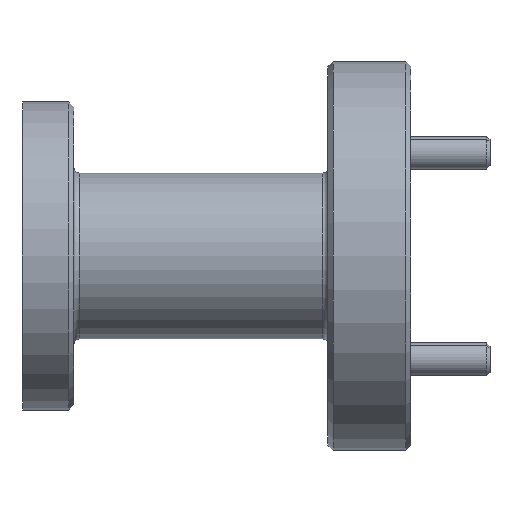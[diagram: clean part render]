
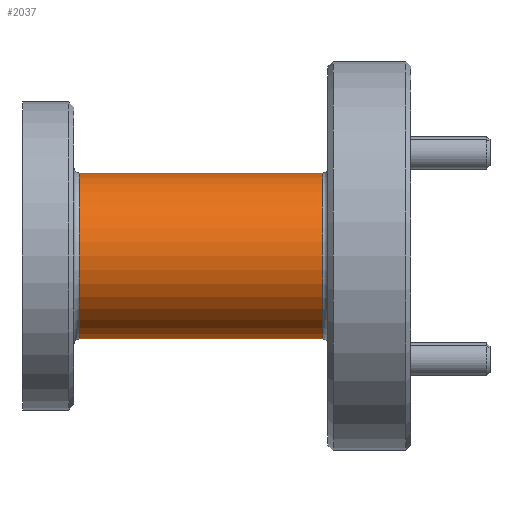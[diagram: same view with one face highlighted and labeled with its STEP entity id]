
A CAD part, left-side view. The second image highlights one B-rep face of the part: STEP entity #2037.
In plain terms, the highlighted cylindrical face has radius 4.064 mm (diameter 8.128 mm), a partial arc.
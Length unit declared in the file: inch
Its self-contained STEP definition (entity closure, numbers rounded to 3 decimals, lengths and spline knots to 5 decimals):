
#5 = ORIENTED_EDGE ( 'NONE', *, *, #1566, .F. ) ;
#23 = DIRECTION ( 'NONE',  ( 0., -1., 0. ) ) ;
#52 = ORIENTED_EDGE ( 'NONE', *, *, #459, .T. ) ;
#72 = DIRECTION ( 'NONE',  ( 0., 0., 1. ) ) ;
#296 = FACE_OUTER_BOUND ( 'NONE', #906, .T. ) ;
#325 = AXIS2_PLACEMENT_3D ( 'NONE', #427, #23, #2021 ) ;
#345 = DIRECTION ( 'NONE',  ( 0., 1., 0. ) ) ;
#427 = CARTESIAN_POINT ( 'NONE',  ( 0., -0.0977, 0. ) ) ;
#459 = EDGE_CURVE ( 'NONE', #2548, #2306, #1411, .T. ) ;
#561 = CARTESIAN_POINT ( 'NONE',  ( 0., -0.5675, -0.16 ) ) ;
#686 = EDGE_CURVE ( 'NONE', #777, #2303, #2160, .T. ) ;
#694 = DIRECTION ( 'NONE',  ( 0., 1., 0. ) ) ;
#749 = LINE ( 'NONE', #785, #1508 ) ;
#777 = VERTEX_POINT ( 'NONE', #561 ) ;
#785 = CARTESIAN_POINT ( 'NONE',  ( 0., 0., 0.16 ) ) ;
#906 = EDGE_LOOP ( 'NONE', ( #5, #1728, #2299, #52 ) ) ;
#925 = CARTESIAN_POINT ( 'NONE',  ( 0., -0.5675, 0. ) ) ;
#928 = DIRECTION ( 'NONE',  ( 0., 0., 1. ) ) ;
#972 = CARTESIAN_POINT ( 'NONE',  ( 0., -0.0977, 0.16 ) ) ;
#1170 = AXIS2_PLACEMENT_3D ( 'NONE', #1915, #694, #928 ) ;
#1252 = DIRECTION ( 'NONE',  ( 0., 1., 0. ) ) ;
#1324 = CYLINDRICAL_SURFACE ( 'NONE', #1170, 0.16 ) ;
#1402 = CARTESIAN_POINT ( 'NONE',  ( 0., -0.0977, -0.16 ) ) ;
#1411 = CIRCLE ( 'NONE', #325, 0.16 ) ;
#1508 = VECTOR ( 'NONE', #345, 39.37008 ) ;
#1566 = EDGE_CURVE ( 'NONE', #777, #2306, #2242, .T. ) ;
#1728 = ORIENTED_EDGE ( 'NONE', *, *, #686, .T. ) ;
#1914 = DIRECTION ( 'NONE',  ( 0., 1., 0. ) ) ;
#1915 = CARTESIAN_POINT ( 'NONE',  ( 0., 0., 0. ) ) ;
#2021 = DIRECTION ( 'NONE',  ( 0., 0., 1. ) ) ;
#2037 = ADVANCED_FACE ( 'NONE', ( #296 ), #1324, .T. ) ;
#2122 = AXIS2_PLACEMENT_3D ( 'NONE', #925, #1914, #72 ) ;
#2160 = CIRCLE ( 'NONE', #2122, 0.16 ) ;
#2168 = VECTOR ( 'NONE', #1252, 39.37008 ) ;
#2242 = LINE ( 'NONE', #2472, #2168 ) ;
#2299 = ORIENTED_EDGE ( 'NONE', *, *, #2535, .T. ) ;
#2303 = VERTEX_POINT ( 'NONE', #2435 ) ;
#2306 = VERTEX_POINT ( 'NONE', #1402 ) ;
#2435 = CARTESIAN_POINT ( 'NONE',  ( 0., -0.5675, 0.16 ) ) ;
#2472 = CARTESIAN_POINT ( 'NONE',  ( 0., 0., -0.16 ) ) ;
#2535 = EDGE_CURVE ( 'NONE', #2303, #2548, #749, .T. ) ;
#2548 = VERTEX_POINT ( 'NONE', #972 ) ;
